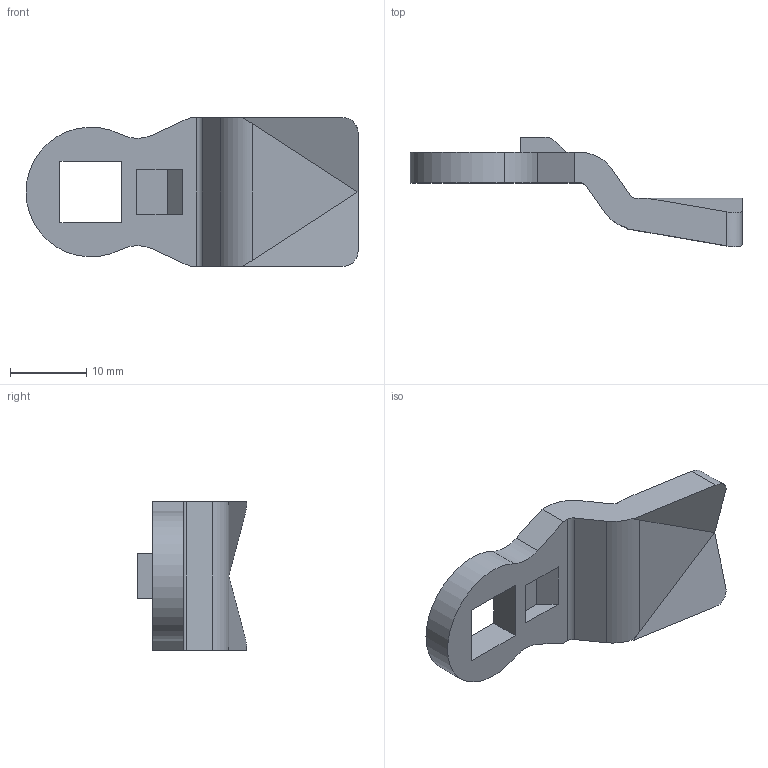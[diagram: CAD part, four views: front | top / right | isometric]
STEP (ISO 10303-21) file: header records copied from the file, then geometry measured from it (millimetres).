
FILE_DESCRIPTION( ( 'STEP AP214' ), '1' );
FILE_NAME( 'K1114.135X240.stp', '2020-12-15T10:21:09', ( 'License CC BY-ND 4.0' ), ( 'CADENAS' ), ' ', 'PARTsolutions', ' ' );
FILE_SCHEMA( ( 'AUTOMOTIVE_DESIGN { 1 0 10303 214 1 1 1 1 }' ) );
Length unit declared in the file: millimetre
Products named in the file (1): _K1114.135X240
Bounding box: 43.5 x 14.34 x 19.5 mm (x, y, z)
Volume: 2994.9 mm3; surface area: 2190.2 mm2
Topology: 1 solids, 1 shells, 45 faces, 118 edges, 77 vertices
Faces by surface type: plane 33, cylinder 12
Entity records: 1758 total; most frequent: CARTESIAN_POINT 241, DIRECTION 236, ORIENTED_EDGE 236, EDGE_CURVE 118, LINE 92, VECTOR 92, VERTEX_POINT 77, AXIS2_PLACEMENT_3D 72
